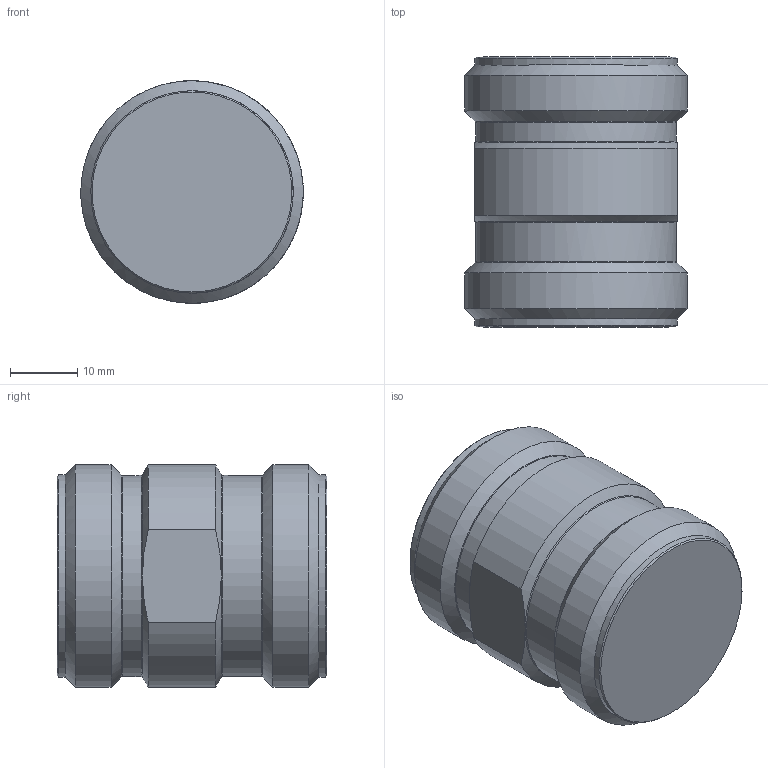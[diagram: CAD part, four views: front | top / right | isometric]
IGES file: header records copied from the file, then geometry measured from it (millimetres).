
Global section: file name: F0007672 Check Body 3047 series 1 inch; native system: Autodesk Inventor 2025; preprocessor: unknown; author: none; organization: none; date: 20250825.145358; units: millimetre
Bounding box: 32.97 x 40 x 33 mm (x, y, z)
Volume: 31531.7 mm3; surface area: 5779.2 mm2
Topology: 1 solids, 1 shells, 26 faces, 63 edges, 39 vertices
Faces by surface type: bspline 26
